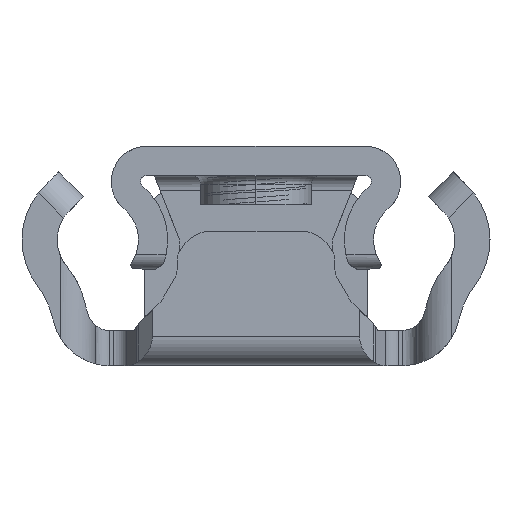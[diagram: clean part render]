
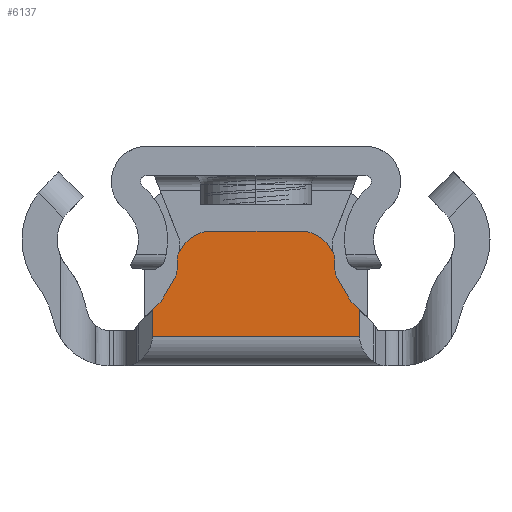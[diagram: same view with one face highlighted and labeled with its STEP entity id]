
A CAD part, left-side view. The second image highlights one B-rep face of the part: STEP entity #6137.
In plain terms, the highlighted planar face has unit normal (-1, 0, 0).
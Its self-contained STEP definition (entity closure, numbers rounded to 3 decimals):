
#14 = LINE ( 'NONE', #6460, #124 ) ;
#39 = CARTESIAN_POINT ( 'NONE',  ( 1.3, -1.512, 4.6 ) ) ;
#47 = ORIENTED_EDGE ( 'NONE', *, *, #9674, .T. ) ;
#56 = ORIENTED_EDGE ( 'NONE', *, *, #383, .T. ) ;
#105 = ORIENTED_EDGE ( 'NONE', *, *, #5643, .T. ) ;
#111 = LINE ( 'NONE', #5385, #8601 ) ;
#124 = VECTOR ( 'NONE', #8143, 1000. ) ;
#184 = EDGE_CURVE ( 'NONE', #285, #8659, #2468, .T. ) ;
#266 = EDGE_CURVE ( 'NONE', #3945, #3040, #6898, .T. ) ;
#285 = VERTEX_POINT ( 'NONE', #10051 ) ;
#295 = VECTOR ( 'NONE', #9243, 1000. ) ;
#383 = EDGE_CURVE ( 'NONE', #7906, #8614, #3352, .T. ) ;
#448 = DIRECTION ( 'NONE',  ( 0., 0., -1. ) ) ;
#497 = CARTESIAN_POINT ( 'NONE',  ( 1.3, -2.633, 3.858 ) ) ;
#533 = CARTESIAN_POINT ( 'NONE',  ( 1.3, 1.512, 3.4 ) ) ;
#949 = EDGE_CURVE ( 'NONE', #9058, #3888, #8324, .T. ) ;
#955 = DIRECTION ( 'NONE',  ( 0., 0., 1. ) ) ;
#1054 = CARTESIAN_POINT ( 'NONE',  ( 1.3, 2.767, 3.026 ) ) ;
#1100 = VECTOR ( 'NONE', #2994, 1000. ) ;
#1131 = VERTEX_POINT ( 'NONE', #7920 ) ;
#1194 = LINE ( 'NONE', #8102, #8140 ) ;
#1238 = CARTESIAN_POINT ( 'NONE',  ( 1.3, -2.2, 3.608 ) ) ;
#1240 = CARTESIAN_POINT ( 'NONE',  ( 1.3, -2.767, 3.026 ) ) ;
#1352 = ORIENTED_EDGE ( 'NONE', *, *, #4980, .T. ) ;
#1441 = EDGE_CURVE ( 'NONE', #3772, #3888, #14, .T. ) ;
#1472 = VECTOR ( 'NONE', #448, 1000. ) ;
#1554 = DIRECTION ( 'NONE',  ( 0., 0., 1. ) ) ;
#1578 = CARTESIAN_POINT ( 'NONE',  ( 1.3, -3.24, 2.206 ) ) ;
#1786 = AXIS2_PLACEMENT_3D ( 'NONE', #3880, #4644, #6831 ) ;
#1838 = CARTESIAN_POINT ( 'NONE',  ( 1.3, -2.633, 3.858 ) ) ;
#1989 = CARTESIAN_POINT ( 'NONE',  ( 1.3, 2.7, 3.608 ) ) ;
#2092 = LINE ( 'NONE', #7681, #2415 ) ;
#2155 = EDGE_CURVE ( 'NONE', #8014, #3945, #6292, .T. ) ;
#2171 = ORIENTED_EDGE ( 'NONE', *, *, #2155, .T. ) ;
#2174 = EDGE_CURVE ( 'NONE', #3772, #6584, #2092, .T. ) ;
#2244 = VERTEX_POINT ( 'NONE', #1054 ) ;
#2256 = LINE ( 'NONE', #4544, #2912 ) ;
#2415 = VECTOR ( 'NONE', #9917, 1000. ) ;
#2468 = LINE ( 'NONE', #3067, #6919 ) ;
#2537 = DIRECTION ( 'NONE',  ( 0., 1., 0. ) ) ;
#2701 = CARTESIAN_POINT ( 'NONE',  ( 1.3, -3.2, 3.276 ) ) ;
#2912 = VECTOR ( 'NONE', #9230, 1000. ) ;
#2994 = DIRECTION ( 'NONE',  ( 0., 0.5, -0.866 ) ) ;
#3040 = VERTEX_POINT ( 'NONE', #5801 ) ;
#3067 = CARTESIAN_POINT ( 'NONE',  ( 1.3, -2.7, 3.276 ) ) ;
#3076 = EDGE_CURVE ( 'NONE', #8659, #5155, #5822, .T. ) ;
#3352 = LINE ( 'NONE', #3958, #5949 ) ;
#3430 = ORIENTED_EDGE ( 'NONE', *, *, #6765, .T. ) ;
#3437 = DIRECTION ( 'NONE',  ( -1., 0., 0. ) ) ;
#3497 = DIRECTION ( 'NONE',  ( 0., 0.5, 0.866 ) ) ;
#3556 = CARTESIAN_POINT ( 'NONE',  ( 1.3, 2.7, 3.276 ) ) ;
#3772 = VERTEX_POINT ( 'NONE', #5653 ) ;
#3788 = CARTESIAN_POINT ( 'NONE',  ( 1.3, 3.24, 2.206 ) ) ;
#3880 = CARTESIAN_POINT ( 'NONE',  ( 1.3, 3.2, 3.276 ) ) ;
#3888 = VERTEX_POINT ( 'NONE', #7851 ) ;
#3930 = EDGE_CURVE ( 'NONE', #4678, #4912, #2256, .T. ) ;
#3945 = VERTEX_POINT ( 'NONE', #7803 ) ;
#3958 = CARTESIAN_POINT ( 'NONE',  ( 1.3, -3.24, 2.206 ) ) ;
#3992 = CARTESIAN_POINT ( 'NONE',  ( 1.3, -1.512, 3.4 ) ) ;
#4013 = ORIENTED_EDGE ( 'NONE', *, *, #184, .T. ) ;
#4040 = EDGE_CURVE ( 'NONE', #4912, #2244, #5981, .T. ) ;
#4051 = VECTOR ( 'NONE', #2537, 1000. ) ;
#4060 = DIRECTION ( 'NONE',  ( 0., 0.5, 0.866 ) ) ;
#4170 = DIRECTION ( 'NONE',  ( 1., 0., 0. ) ) ;
#4384 = CIRCLE ( 'NONE', #6335, 1.2 ) ;
#4461 = CARTESIAN_POINT ( 'NONE',  ( 1.3, 2.633, 3.858 ) ) ;
#4544 = CARTESIAN_POINT ( 'NONE',  ( 1.3, 2.7, 3.276 ) ) ;
#4545 = CIRCLE ( 'NONE', #8951, 0.5 ) ;
#4644 = DIRECTION ( 'NONE',  ( 1., 0., 0. ) ) ;
#4678 = VERTEX_POINT ( 'NONE', #1989 ) ;
#4821 = EDGE_LOOP ( 'NONE', ( #5416, #6329, #6224, #6293, #56, #3430, #4013, #5013, #47, #6565, #1352, #2171, #9710, #105, #7811, #9817, #6171, #6667 ) ) ;
#4912 = VERTEX_POINT ( 'NONE', #3556 ) ;
#4946 = FACE_OUTER_BOUND ( 'NONE', #4821, .T. ) ;
#4964 = CARTESIAN_POINT ( 'NONE',  ( 1.3, -1.512, 4.6 ) ) ;
#4980 = EDGE_CURVE ( 'NONE', #6923, #8014, #5734, .T. ) ;
#5013 = ORIENTED_EDGE ( 'NONE', *, *, #3076, .T. ) ;
#5140 = DIRECTION ( 'NONE',  ( -1., 0., 0. ) ) ;
#5155 = VERTEX_POINT ( 'NONE', #497 ) ;
#5181 = DIRECTION ( 'NONE',  ( -1., 0., 0. ) ) ;
#5262 = EDGE_CURVE ( 'NONE', #1131, #6584, #9836, .T. ) ;
#5363 = EDGE_CURVE ( 'NONE', #6637, #6923, #4384, .T. ) ;
#5385 = CARTESIAN_POINT ( 'NONE',  ( 1.3, -3.24, 2.206 ) ) ;
#5416 = ORIENTED_EDGE ( 'NONE', *, *, #1441, .F. ) ;
#5541 = VECTOR ( 'NONE', #3497, 1000. ) ;
#5594 = DIRECTION ( 'NONE',  ( 0., 0.707, 0.707 ) ) ;
#5640 = CARTESIAN_POINT ( 'NONE',  ( 1.3, 3.24, 2.206 ) ) ;
#5643 = EDGE_CURVE ( 'NONE', #3040, #4678, #4545, .T. ) ;
#5653 = CARTESIAN_POINT ( 'NONE',  ( 1.3, 3.546, 1. ) ) ;
#5657 = PLANE ( 'NONE',  #6505 ) ;
#5734 = LINE ( 'NONE', #4964, #4051 ) ;
#5801 = CARTESIAN_POINT ( 'NONE',  ( 1.3, 2.633, 3.858 ) ) ;
#5822 = CIRCLE ( 'NONE', #8258, 0.5 ) ;
#5829 = LINE ( 'NONE', #1838, #5541 ) ;
#5949 = VECTOR ( 'NONE', #4060, 1000. ) ;
#5981 = CIRCLE ( 'NONE', #1786, 0.5 ) ;
#6137 = ADVANCED_FACE ( 'NONE', ( #4946 ), #5657, .F. ) ;
#6171 = ORIENTED_EDGE ( 'NONE', *, *, #8636, .T. ) ;
#6224 = ORIENTED_EDGE ( 'NONE', *, *, #5262, .F. ) ;
#6292 = CIRCLE ( 'NONE', #7583, 1.2 ) ;
#6293 = ORIENTED_EDGE ( 'NONE', *, *, #6508, .T. ) ;
#6329 = ORIENTED_EDGE ( 'NONE', *, *, #2174, .T. ) ;
#6335 = AXIS2_PLACEMENT_3D ( 'NONE', #3992, #6929, #9341 ) ;
#6460 = CARTESIAN_POINT ( 'NONE',  ( 1.3, 3.546, -0.001 ) ) ;
#6470 = DIRECTION ( 'NONE',  ( 0., 0.5, -0.866 ) ) ;
#6505 = AXIS2_PLACEMENT_3D ( 'NONE', #8873, #7340, #8055 ) ;
#6508 = EDGE_CURVE ( 'NONE', #1131, #7906, #111, .T. ) ;
#6565 = ORIENTED_EDGE ( 'NONE', *, *, #5363, .T. ) ;
#6567 = DIRECTION ( 'NONE',  ( 0., 0., 1. ) ) ;
#6584 = VERTEX_POINT ( 'NONE', #9472 ) ;
#6637 = VERTEX_POINT ( 'NONE', #7021 ) ;
#6667 = ORIENTED_EDGE ( 'NONE', *, *, #949, .T. ) ;
#6765 = EDGE_CURVE ( 'NONE', #8614, #285, #8269, .T. ) ;
#6831 = DIRECTION ( 'NONE',  ( 0., 0., 1. ) ) ;
#6898 = LINE ( 'NONE', #4461, #1100 ) ;
#6919 = VECTOR ( 'NONE', #1554, 1000. ) ;
#6923 = VERTEX_POINT ( 'NONE', #39 ) ;
#6929 = DIRECTION ( 'NONE',  ( -1., 0., 0. ) ) ;
#7021 = CARTESIAN_POINT ( 'NONE',  ( 1.3, -2.551, 4. ) ) ;
#7201 = CARTESIAN_POINT ( 'NONE',  ( 1.3, 2.2, 3.608 ) ) ;
#7273 = DIRECTION ( 'NONE',  ( 0., 0., 1. ) ) ;
#7340 = DIRECTION ( 'NONE',  ( 1., 0., 0. ) ) ;
#7452 = CARTESIAN_POINT ( 'NONE',  ( 1.3, -3.546, -0.001 ) ) ;
#7583 = AXIS2_PLACEMENT_3D ( 'NONE', #533, #5140, #8345 ) ;
#7681 = CARTESIAN_POINT ( 'NONE',  ( 1.3, 3.546, 1. ) ) ;
#7803 = CARTESIAN_POINT ( 'NONE',  ( 1.3, 2.551, 4. ) ) ;
#7811 = ORIENTED_EDGE ( 'NONE', *, *, #3930, .T. ) ;
#7851 = CARTESIAN_POINT ( 'NONE',  ( 1.3, 3.546, 1.9 ) ) ;
#7906 = VERTEX_POINT ( 'NONE', #1578 ) ;
#7920 = CARTESIAN_POINT ( 'NONE',  ( 1.3, -3.546, 1.9 ) ) ;
#7926 = CARTESIAN_POINT ( 'NONE',  ( 1.3, 1.512, 4.6 ) ) ;
#8014 = VERTEX_POINT ( 'NONE', #7926 ) ;
#8055 = DIRECTION ( 'NONE',  ( 0., 0., -1. ) ) ;
#8102 = CARTESIAN_POINT ( 'NONE',  ( 1.3, 3.24, 2.206 ) ) ;
#8140 = VECTOR ( 'NONE', #6470, 1000. ) ;
#8143 = DIRECTION ( 'NONE',  ( 0., 0., 1. ) ) ;
#8258 = AXIS2_PLACEMENT_3D ( 'NONE', #1238, #5181, #6567 ) ;
#8269 = CIRCLE ( 'NONE', #8772, 0.5 ) ;
#8324 = LINE ( 'NONE', #3788, #295 ) ;
#8345 = DIRECTION ( 'NONE',  ( 0., 0., 1. ) ) ;
#8601 = VECTOR ( 'NONE', #5594, 1000. ) ;
#8614 = VERTEX_POINT ( 'NONE', #1240 ) ;
#8636 = EDGE_CURVE ( 'NONE', #2244, #9058, #1194, .T. ) ;
#8659 = VERTEX_POINT ( 'NONE', #8871 ) ;
#8772 = AXIS2_PLACEMENT_3D ( 'NONE', #2701, #4170, #7273 ) ;
#8871 = CARTESIAN_POINT ( 'NONE',  ( 1.3, -2.7, 3.608 ) ) ;
#8873 = CARTESIAN_POINT ( 'NONE',  ( 1.3, 3.546, -1.8 ) ) ;
#8951 = AXIS2_PLACEMENT_3D ( 'NONE', #7201, #3437, #955 ) ;
#9058 = VERTEX_POINT ( 'NONE', #5640 ) ;
#9230 = DIRECTION ( 'NONE',  ( 0., 0., -1. ) ) ;
#9243 = DIRECTION ( 'NONE',  ( 0., 0.707, -0.707 ) ) ;
#9341 = DIRECTION ( 'NONE',  ( 0., 0., 1. ) ) ;
#9472 = CARTESIAN_POINT ( 'NONE',  ( 1.3, -3.546, 1. ) ) ;
#9674 = EDGE_CURVE ( 'NONE', #5155, #6637, #5829, .T. ) ;
#9710 = ORIENTED_EDGE ( 'NONE', *, *, #266, .T. ) ;
#9817 = ORIENTED_EDGE ( 'NONE', *, *, #4040, .T. ) ;
#9836 = LINE ( 'NONE', #7452, #1472 ) ;
#9917 = DIRECTION ( 'NONE',  ( 0., -1., 0. ) ) ;
#10051 = CARTESIAN_POINT ( 'NONE',  ( 1.3, -2.7, 3.276 ) ) ;
